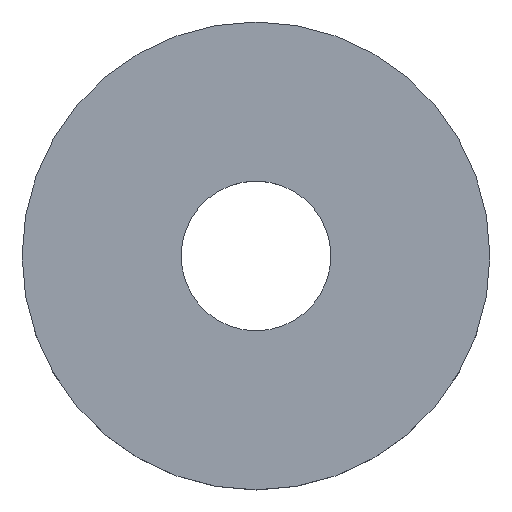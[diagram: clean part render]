
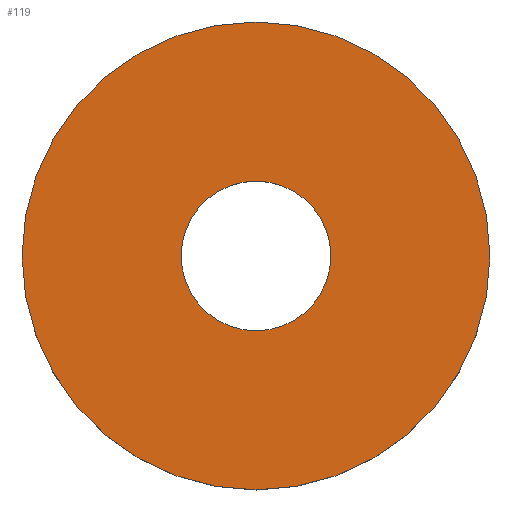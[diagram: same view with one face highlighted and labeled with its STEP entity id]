
A CAD part, top view. The second image highlights one B-rep face of the part: STEP entity #119.
In plain terms, the highlighted planar face has unit normal (0, 0, 1).
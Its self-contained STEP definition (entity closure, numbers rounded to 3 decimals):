
#1 = CARTESIAN_POINT ( 'NONE',  ( 0., 0., 4. ) ) ;
#9 = AXIS2_PLACEMENT_3D ( 'NONE', #90, #148, #160 ) ;
#24 = CARTESIAN_POINT ( 'NONE',  ( 0., 12.5, 4. ) ) ;
#43 = EDGE_CURVE ( 'NONE', #68, #68, #128, .T. ) ;
#44 = CARTESIAN_POINT ( 'NONE',  ( 0., 4., 4. ) ) ;
#48 = FACE_OUTER_BOUND ( 'NONE', #89, .T. ) ;
#50 = VERTEX_POINT ( 'NONE', #24 ) ;
#56 = DIRECTION ( 'NONE',  ( 0., 0., -1. ) ) ;
#58 = DIRECTION ( 'NONE',  ( 0., 0., 1. ) ) ;
#63 = CIRCLE ( 'NONE', #159, 12.5 ) ;
#65 = ORIENTED_EDGE ( 'NONE', *, *, #111, .F. ) ;
#67 = PLANE ( 'NONE',  #86 ) ;
#68 = VERTEX_POINT ( 'NONE', #120 ) ;
#82 = FACE_BOUND ( 'NONE', #133, .T. ) ;
#86 = AXIS2_PLACEMENT_3D ( 'NONE', #44, #58, #92 ) ;
#89 = EDGE_LOOP ( 'NONE', ( #65 ) ) ;
#90 = CARTESIAN_POINT ( 'NONE',  ( 0., 0., 4. ) ) ;
#92 = DIRECTION ( 'NONE',  ( 0., -1., 0. ) ) ;
#111 = EDGE_CURVE ( 'NONE', #50, #50, #63, .T. ) ;
#117 = ORIENTED_EDGE ( 'NONE', *, *, #43, .T. ) ;
#119 = ADVANCED_FACE ( 'NONE', ( #82, #48 ), #67, .T. ) ;
#120 = CARTESIAN_POINT ( 'NONE',  ( 0., 4., 4. ) ) ;
#128 = CIRCLE ( 'NONE', #9, 4. ) ;
#132 = DIRECTION ( 'NONE',  ( 0., 1., 0. ) ) ;
#133 = EDGE_LOOP ( 'NONE', ( #117 ) ) ;
#148 = DIRECTION ( 'NONE',  ( 0., 0., -1. ) ) ;
#159 = AXIS2_PLACEMENT_3D ( 'NONE', #1, #56, #132 ) ;
#160 = DIRECTION ( 'NONE',  ( 0., 1., 0. ) ) ;
